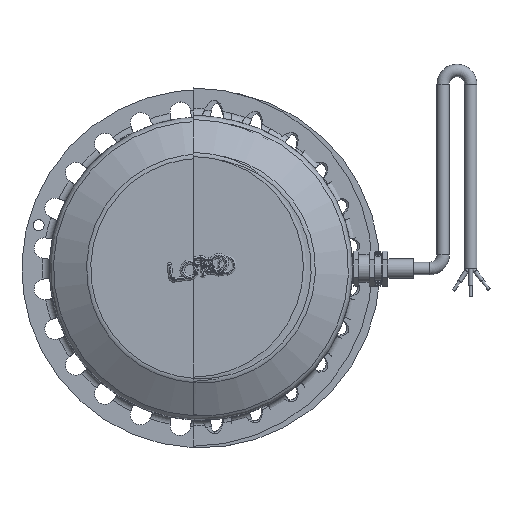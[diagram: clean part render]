
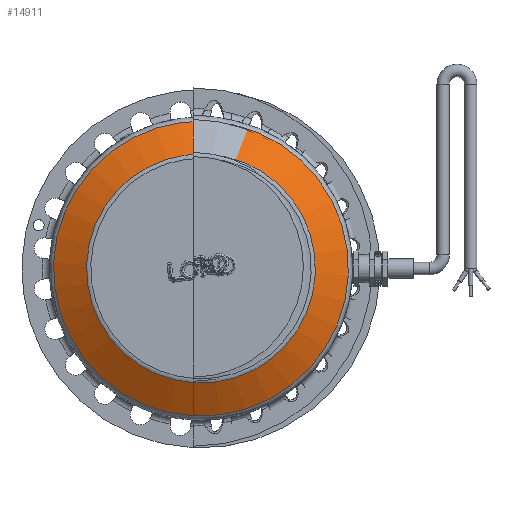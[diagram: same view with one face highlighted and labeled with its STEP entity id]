
A CAD part, top view. The second image highlights one B-rep face of the part: STEP entity #14911.
In plain terms, the highlighted conical face has half-angle 59.744 degrees and reference radius 950.348 mm.
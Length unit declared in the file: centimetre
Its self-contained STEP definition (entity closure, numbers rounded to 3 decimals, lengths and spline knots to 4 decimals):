
#643=CONICAL_SURFACE('',#16291,95.0348,1.043);
#1930=CIRCLE('',#16287,83.0464);
#1933=CIRCLE('',#16290,83.0464);
#1934=CIRCLE('',#16292,107.0232);
#1935=CIRCLE('',#16293,107.0232);
#2760=FACE_OUTER_BOUND('',#3625,.T.);
#3625=EDGE_LOOP('',(#13256,#13257,#13258,#13259,#13260,#13261));
#4562=LINE('',#41980,#5478);
#5478=VECTOR('',#19844,95.0348);
#6920=VERTEX_POINT('',#41968);
#6921=VERTEX_POINT('',#41969);
#6923=VERTEX_POINT('',#41976);
#6924=VERTEX_POINT('',#41977);
#9101=EDGE_CURVE('',#6920,#6921,#1930,.T.);
#9104=EDGE_CURVE('',#6921,#6920,#1933,.T.);
#9105=EDGE_CURVE('',#6923,#6924,#1934,.T.);
#9106=EDGE_CURVE('',#6924,#6923,#1935,.T.);
#9107=EDGE_CURVE('',#6924,#6921,#4562,.T.);
#13256=ORIENTED_EDGE('',*,*,#9105,.F.);
#13257=ORIENTED_EDGE('',*,*,#9106,.F.);
#13258=ORIENTED_EDGE('',*,*,#9107,.T.);
#13259=ORIENTED_EDGE('',*,*,#9104,.T.);
#13260=ORIENTED_EDGE('',*,*,#9101,.T.);
#13261=ORIENTED_EDGE('',*,*,#9107,.F.);
#14911=ADVANCED_FACE('',(#2760),#643,.T.);
#16287=AXIS2_PLACEMENT_3D('',#41970,#19830,#19831);
#16290=AXIS2_PLACEMENT_3D('',#41974,#19836,#19837);
#16291=AXIS2_PLACEMENT_3D('',#41975,#19838,#19839);
#16292=AXIS2_PLACEMENT_3D('',#41978,#19840,#19841);
#16293=AXIS2_PLACEMENT_3D('',#41979,#19842,#19843);
#19830=DIRECTION('center_axis',(0.,0.,
-1.));
#19831=DIRECTION('ref_axis',(0.991,0.131,0.));
#19836=DIRECTION('center_axis',(0.,0.,
-1.));
#19837=DIRECTION('ref_axis',(0.991,0.131,0.));
#19838=DIRECTION('center_axis',(0.,0.,
-1.));
#19839=DIRECTION('ref_axis',(-0.991,-0.131,0.));
#19840=DIRECTION('center_axis',(0.,0.,
-1.));
#19841=DIRECTION('ref_axis',(0.991,0.131,0.));
#19842=DIRECTION('center_axis',(0.,0.,
-1.));
#19843=DIRECTION('ref_axis',(0.991,0.131,0.));
#19844=DIRECTION('',(-0.856,-0.113,0.504));
#41968=CARTESIAN_POINT('',(-536.2642,97.3433,88.7941));
#41969=CARTESIAN_POINT('',(-464.768,190.5189,88.7941));
#41970=CARTESIAN_POINT('Origin',(-547.1039,179.6792,88.7941));
#41974=CARTESIAN_POINT('Origin',(-547.1039,179.6792,88.7941));
#41975=CARTESIAN_POINT('Origin',(-547.1039,179.6792,81.8009));
#41976=CARTESIAN_POINT('',(-533.1345,73.5716,74.8076));
#41977=CARTESIAN_POINT('',(-440.9963,193.6485,74.8076));
#41978=CARTESIAN_POINT('Origin',(-547.1039,179.6792,74.8076));
#41979=CARTESIAN_POINT('Origin',(-547.1039,179.6792,74.8076));
#41980=CARTESIAN_POINT('',(-452.8821,192.0837,81.8009));
